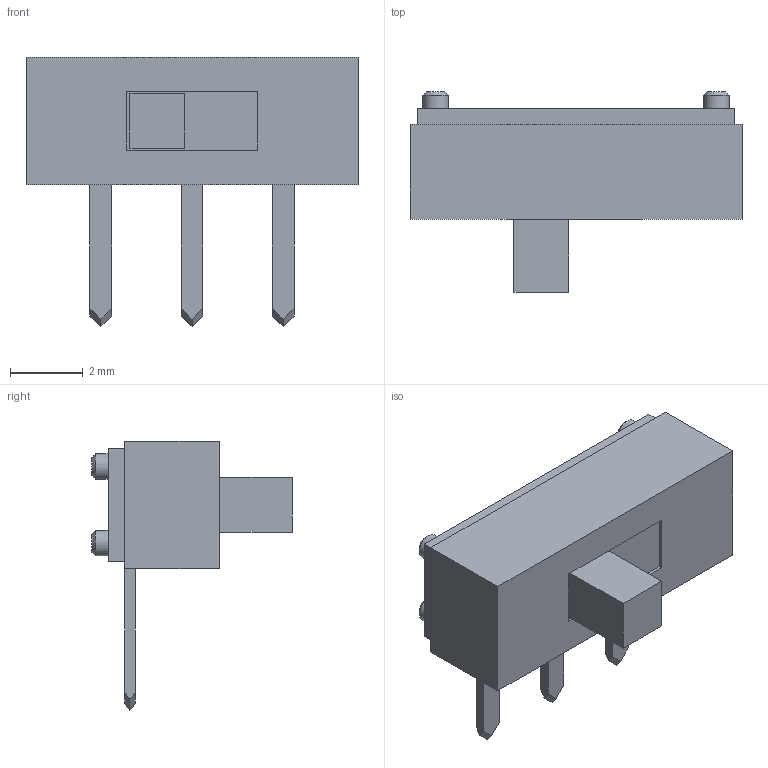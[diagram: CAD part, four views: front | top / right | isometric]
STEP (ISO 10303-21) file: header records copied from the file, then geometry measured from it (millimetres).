
FILE_DESCRIPTION(/* description */ (''),/* implementation_level */ '2;1');
FILE_NAME(/* name */ 'SlideSwitch_L_type.step',/* time_stamp */ '2025-05-17T21:21:36+09:00',/* author */ (''),/* organization */ (''),/* preprocessor_version */ 'ST-DEVELOPER v20.1',/* originating_system */ 'Autodesk Translation Framework v14.4.0.0',/* authorisation */ '');
FILE_SCHEMA (('AUTOMOTIVE_DESIGN { 1 0 10303 214 3 1 1 }'));
Length unit declared in the file: millimetre
Products named in the file (1): SlideSwitch_Vertical
Bounding box: 9.1 x 5.5 x 7.4 mm (x, y, z)
Volume: 101.7 mm3; surface area: 176.4 mm2
Topology: 1 solids, 1 shells, 54 faces, 128 edges, 83 vertices
Faces by surface type: plane 46, cone 4, cylinder 4
Full cylindrical faces by diameter (mm): 0.7 x4
Entity records: 1561 total; most frequent: CARTESIAN_POINT 266, ORIENTED_EDGE 256, DIRECTION 250, EDGE_CURVE 128, LINE 116, VECTOR 116, VERTEX_POINT 83, AXIS2_PLACEMENT_3D 67
